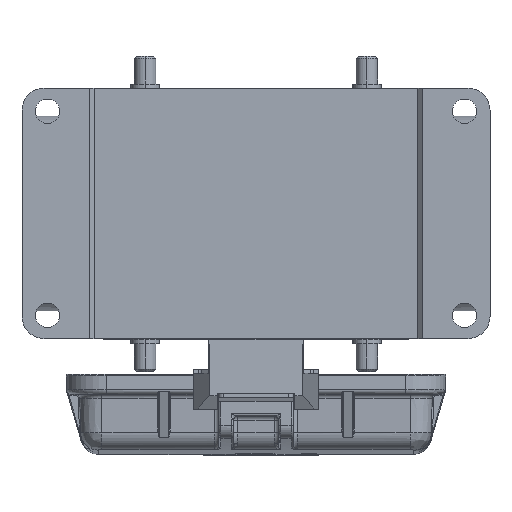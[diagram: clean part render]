
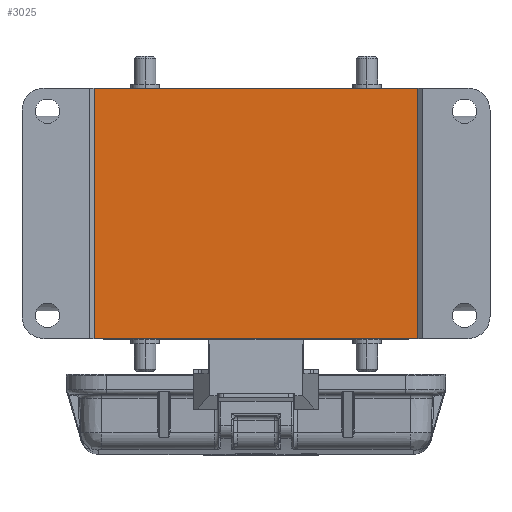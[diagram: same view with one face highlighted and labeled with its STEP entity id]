
A CAD part, top view. The second image highlights one B-rep face of the part: STEP entity #3025.
In plain terms, the highlighted planar face has unit normal (0, 0, 1).
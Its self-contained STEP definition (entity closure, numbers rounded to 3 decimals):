
#1416=FACE_OUTER_BOUND('',#5302,.T.);
#3025=ADVANCED_FACE('NONE',(#1416),#3623,.F.);
#3623=PLANE('',#18537);
#5302=EDGE_LOOP('',(#9014,#9015,#9016,#9017));
#9014=ORIENTED_EDGE('',*,*,#14357,.F.);
#9015=ORIENTED_EDGE('',*,*,#14358,.F.);
#9016=ORIENTED_EDGE('',*,*,#14327,.F.);
#9017=ORIENTED_EDGE('',*,*,#14359,.F.);
#12038=VERTEX_POINT('',#32050);
#12039=VERTEX_POINT('',#32052);
#12063=VERTEX_POINT('',#32117);
#12064=VERTEX_POINT('',#32118);
#14327=EDGE_CURVE('NONE',#12038,#12039,#15929,.T.);
#14357=EDGE_CURVE('NONE',#12063,#12064,#15944,.T.);
#14358=EDGE_CURVE('NONE',#12039,#12063,#15945,.T.);
#14359=EDGE_CURVE('NONE',#12064,#12038,#15946,.T.);
#15929=LINE('',#32051,#17136);
#15944=LINE('',#32116,#17151);
#15945=LINE('',#32119,#17152);
#15946=LINE('',#32120,#17153);
#17136=VECTOR('',#21763,1.);
#17151=VECTOR('',#21818,1.);
#17152=VECTOR('',#21819,1.);
#17153=VECTOR('',#21820,1.);
#18537=AXIS2_PLACEMENT_3D('',#32121,#21821,#21822);
#21763=DIRECTION('',(1.,0.,0.));
#21818=DIRECTION('',(-1.,0.,0.));
#21819=DIRECTION('',(0.,-1.,0.));
#21820=DIRECTION('',(0.,1.,0.));
#21821=DIRECTION('',(0.,0.,-1.));
#21822=DIRECTION('',(-1.,0.,0.));
#32050=CARTESIAN_POINT('',(-36.5,28.25,-1.));
#32051=CARTESIAN_POINT('',(0.,28.25,-1.));
#32052=CARTESIAN_POINT('',(36.5,28.25,-1.));
#32116=CARTESIAN_POINT('',(-36.5,-28.25,-1.));
#32117=CARTESIAN_POINT('',(36.5,-28.25,-1.));
#32118=CARTESIAN_POINT('',(-36.5,-28.25,-1.));
#32119=CARTESIAN_POINT('',(36.5,-28.,-1.));
#32120=CARTESIAN_POINT('',(-36.5,-28.,-1.));
#32121=CARTESIAN_POINT('',(-36.5,-28.,-1.));
